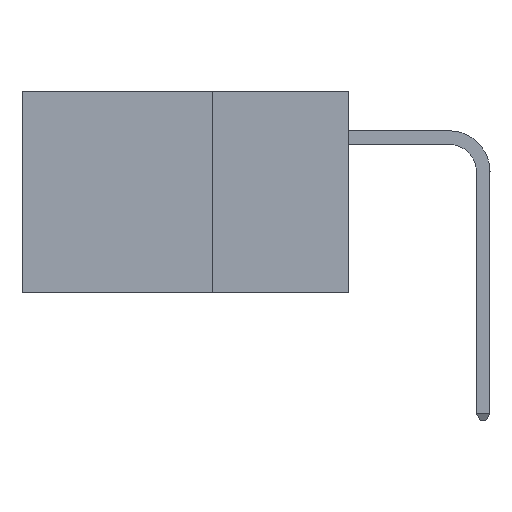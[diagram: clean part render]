
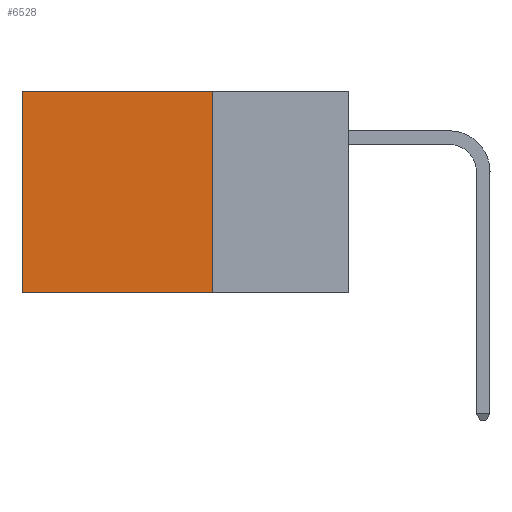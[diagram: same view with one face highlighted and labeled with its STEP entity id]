
A CAD part, left-side view. The second image highlights one B-rep face of the part: STEP entity #6528.
In plain terms, the highlighted planar face has unit normal (-1, 0, 0).
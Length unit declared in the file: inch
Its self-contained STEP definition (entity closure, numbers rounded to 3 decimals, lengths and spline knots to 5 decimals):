
#432 = CARTESIAN_POINT ( 'NONE',  ( 0.2875, 0.6, -0.37 ) ) ;
#1070 = ORIENTED_EDGE ( 'NONE', *, *, #26503, .F. ) ;
#1565 = VECTOR ( 'NONE', #2413, 39.37008 ) ;
#2279 = LINE ( 'NONE', #13603, #1565 ) ;
#2413 = DIRECTION ( 'NONE',  ( 0., 1., 0. ) ) ;
#2627 = CARTESIAN_POINT ( 'NONE',  ( 0.2875, 0.25, -0.37 ) ) ;
#3776 = VERTEX_POINT ( 'NONE', #432 ) ;
#3997 = LINE ( 'NONE', #11130, #4730 ) ;
#4730 = VECTOR ( 'NONE', #28549, 39.37008 ) ;
#5572 = ORIENTED_EDGE ( 'NONE', *, *, #25009, .T. ) ;
#5659 = CARTESIAN_POINT ( 'NONE',  ( 0.2875, 0.25, 0. ) ) ;
#5732 = EDGE_CURVE ( 'NONE', #16743, #6035, #2279, .T. ) ;
#5762 = DIRECTION ( 'NONE',  ( 0., 0., -1. ) ) ;
#6035 = VERTEX_POINT ( 'NONE', #14669 ) ;
#6528 = ADVANCED_FACE ( 'NONE', ( #20621 ), #20296, .F. ) ;
#9512 = VECTOR ( 'NONE', #5762, 39.37008 ) ;
#10136 = CARTESIAN_POINT ( 'NONE',  ( 0.2875, 0.25, 0. ) ) ;
#10796 = EDGE_CURVE ( 'NONE', #20436, #3776, #15688, .T. ) ;
#11130 = CARTESIAN_POINT ( 'NONE',  ( 0.2875, 0.6, 0. ) ) ;
#11605 = DIRECTION ( 'NONE',  ( 0., 0., -1. ) ) ;
#13603 = CARTESIAN_POINT ( 'NONE',  ( 0.2875, 0.25, 0. ) ) ;
#13737 = ORIENTED_EDGE ( 'NONE', *, *, #5732, .T. ) ;
#14669 = CARTESIAN_POINT ( 'NONE',  ( 0.2875, 0.6, 0. ) ) ;
#15476 = LINE ( 'NONE', #10136, #9512 ) ;
#15688 = LINE ( 'NONE', #2627, #25797 ) ;
#16493 = CARTESIAN_POINT ( 'NONE',  ( 0.2875, 0.25, -0.37 ) ) ;
#16578 = EDGE_LOOP ( 'NONE', ( #5572, #22948, #1070, #13737 ) ) ;
#16743 = VERTEX_POINT ( 'NONE', #5659 ) ;
#20296 = PLANE ( 'NONE',  #23880 ) ;
#20373 = DIRECTION ( 'NONE',  ( 0., 1., 0. ) ) ;
#20436 = VERTEX_POINT ( 'NONE', #16493 ) ;
#20621 = FACE_OUTER_BOUND ( 'NONE', #16578, .T. ) ;
#22466 = CARTESIAN_POINT ( 'NONE',  ( 0.2875, 0.25, 0. ) ) ;
#22948 = ORIENTED_EDGE ( 'NONE', *, *, #10796, .F. ) ;
#23880 = AXIS2_PLACEMENT_3D ( 'NONE', #22466, #24658, #11605 ) ;
#24658 = DIRECTION ( 'NONE',  ( 1., 0., 0. ) ) ;
#25009 = EDGE_CURVE ( 'NONE', #6035, #3776, #3997, .T. ) ;
#25797 = VECTOR ( 'NONE', #20373, 39.37008 ) ;
#26503 = EDGE_CURVE ( 'NONE', #16743, #20436, #15476, .T. ) ;
#28549 = DIRECTION ( 'NONE',  ( 0., 0., -1. ) ) ;
